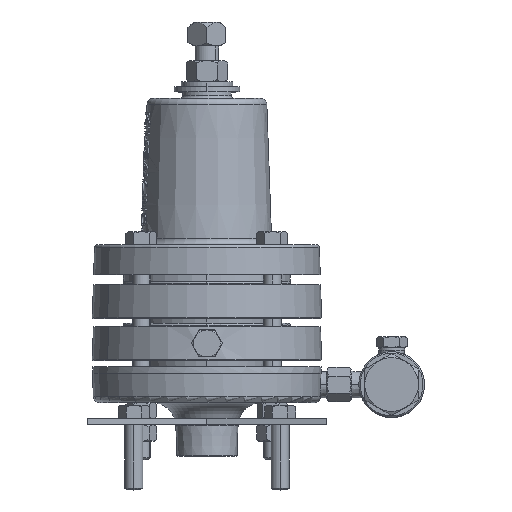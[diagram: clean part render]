
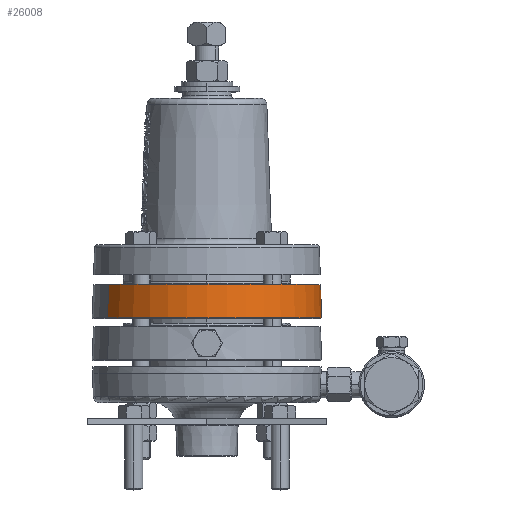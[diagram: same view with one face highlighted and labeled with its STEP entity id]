
A CAD part, top view. The second image highlights one B-rep face of the part: STEP entity #26008.
In plain terms, the highlighted conical face has half-angle 2 degrees and reference radius 61.094 mm.
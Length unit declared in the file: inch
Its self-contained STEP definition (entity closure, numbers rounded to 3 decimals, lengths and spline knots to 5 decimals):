
#640 = CARTESIAN_POINT ( 'NONE',  ( 2.05869, 3.721, -1.18858 ) ) ;
#2056 = DIRECTION ( 'NONE',  ( -0.866, 0., 0.5 ) ) ;
#2134 = EDGE_CURVE ( 'NONE', #15535, #8910, #34646, .T. ) ;
#4042 = ORIENTED_EDGE ( 'NONE', *, *, #11737, .T. ) ;
#4193 = CIRCLE ( 'NONE', #42300, 2.40149 ) ;
#4730 = VERTEX_POINT ( 'NONE', #13678 ) ;
#5490 = CARTESIAN_POINT ( 'NONE',  ( 0., 2.9155, 0. ) ) ;
#7897 = ORIENTED_EDGE ( 'NONE', *, *, #46783, .T. ) ;
#8276 = LINE ( 'NONE', #34028, #41108 ) ;
#8910 = VERTEX_POINT ( 'NONE', #36946 ) ;
#9678 = CARTESIAN_POINT ( 'NONE',  ( -2.07975, 3.02449, 1.20074 ) ) ;
#9912 = DIRECTION ( 'NONE',  ( 0., 1., 0. ) ) ;
#11737 = EDGE_CURVE ( 'NONE', #8910, #18181, #8276, .T. ) ;
#12549 = FACE_OUTER_BOUND ( 'NONE', #20444, .T. ) ;
#13678 = CARTESIAN_POINT ( 'NONE',  ( 2.07975, 3.02449, -1.20074 ) ) ;
#13795 = CARTESIAN_POINT ( 'NONE',  ( 0., 3.02449, 0. ) ) ;
#15535 = VERTEX_POINT ( 'NONE', #640 ) ;
#17274 = ORIENTED_EDGE ( 'NONE', *, *, #2134, .T. ) ;
#17898 = DIRECTION ( 'NONE',  ( 0., 0., -1. ) ) ;
#18181 = VERTEX_POINT ( 'NONE', #9678 ) ;
#18579 = VECTOR ( 'NONE', #46564, 39.37008 ) ;
#18612 = CARTESIAN_POINT ( 'NONE',  ( 0., 3.721, 0. ) ) ;
#20444 = EDGE_LOOP ( 'NONE', ( #41226, #17274, #4042, #7897, #22421 ) ) ;
#20854 = AXIS2_PLACEMENT_3D ( 'NONE', #5490, #25223, #2056 ) ;
#22421 = ORIENTED_EDGE ( 'NONE', *, *, #32852, .T. ) ;
#25223 = DIRECTION ( 'NONE',  ( 0., -1., 0. ) ) ;
#26008 = ADVANCED_FACE ( 'NONE', ( #12549 ), #29376, .T. ) ;
#27267 = EDGE_CURVE ( 'NONE', #15535, #4730, #35777, .T. ) ;
#29321 = DIRECTION ( 'NONE',  ( 0., -1., 0. ) ) ;
#29376 = CONICAL_SURFACE ( 'NONE', #20854, 2.40529, 0.035 ) ;
#30040 = DIRECTION ( 'NONE',  ( 0., 0., -1. ) ) ;
#31226 = CARTESIAN_POINT ( 'NONE',  ( 0., 3.02449, 0. ) ) ;
#31646 = CARTESIAN_POINT ( 'NONE',  ( 2.08305, 2.9155, -1.20265 ) ) ;
#32852 = EDGE_CURVE ( 'NONE', #44731, #4730, #39585, .T. ) ;
#33326 = DIRECTION ( 'NONE',  ( -0.03, -0.999, 0.017 ) ) ;
#34028 = CARTESIAN_POINT ( 'NONE',  ( -2.08305, 2.9155, 1.20265 ) ) ;
#34646 = CIRCLE ( 'NONE', #40139, 2.37717 ) ;
#35777 = LINE ( 'NONE', #31646, #18579 ) ;
#36946 = CARTESIAN_POINT ( 'NONE',  ( -2.05869, 3.721, 1.18858 ) ) ;
#38587 = CARTESIAN_POINT ( 'NONE',  ( 0., 3.02449, 2.40149 ) ) ;
#39585 = CIRCLE ( 'NONE', #47428, 2.40149 ) ;
#40139 = AXIS2_PLACEMENT_3D ( 'NONE', #18612, #29321, #30040 ) ;
#41108 = VECTOR ( 'NONE', #33326, 39.37008 ) ;
#41226 = ORIENTED_EDGE ( 'NONE', *, *, #27267, .F. ) ;
#42300 = AXIS2_PLACEMENT_3D ( 'NONE', #31226, #46639, #45901 ) ;
#44731 = VERTEX_POINT ( 'NONE', #38587 ) ;
#45901 = DIRECTION ( 'NONE',  ( 0., 0., -1. ) ) ;
#46564 = DIRECTION ( 'NONE',  ( 0.03, -0.999, -0.017 ) ) ;
#46639 = DIRECTION ( 'NONE',  ( 0., 1., 0. ) ) ;
#46783 = EDGE_CURVE ( 'NONE', #18181, #44731, #4193, .T. ) ;
#47428 = AXIS2_PLACEMENT_3D ( 'NONE', #13795, #9912, #17898 ) ;
